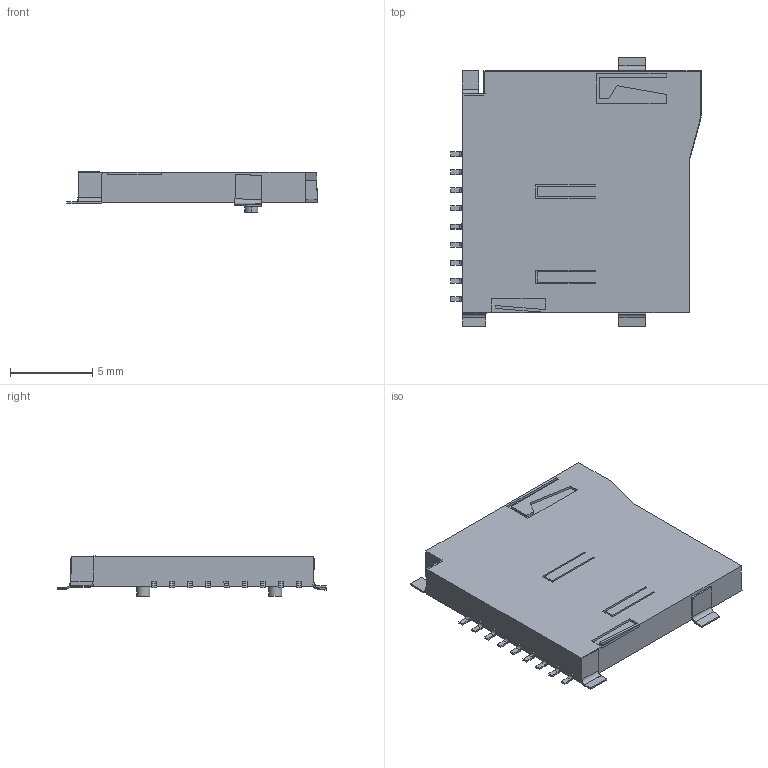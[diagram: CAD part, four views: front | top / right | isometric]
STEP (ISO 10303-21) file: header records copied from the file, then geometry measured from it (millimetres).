
FILE_DESCRIPTION(('FreeCAD Model'),'2;1');
FILE_NAME('conn_micro_SD_02.step', '2018-05-02T22:57:26',('kicad StepUp'),('ksu MCAD'), 'Open CASCADE STEP processor 7.2','FreeCAD','Unknown');
FILE_SCHEMA(('AUTOMOTIVE_DESIGN { 1 0 10303 214 1 1 1 1 }'));
Length unit declared in the file: millimetre
Products named in the file (1): conn_micro_SD_02
Bounding box: 15.21 x 16.31 x 2.47 mm (x, y, z)
Volume: 250.4 mm3; surface area: 784.5 mm2
Topology: 1 solids, 1 shells, 185 faces, 497 edges, 329 vertices
Faces by surface type: plane 152, cylinder 33
Entity records: 7030 total; most frequent: CARTESIAN_POINT 1066, ORIENTED_EDGE 994, DIRECTION 915, EDGE_CURVE 497, LINE 415, VECTOR 415, VERTEX_POINT 329, AXIS2_PLACEMENT_3D 250
